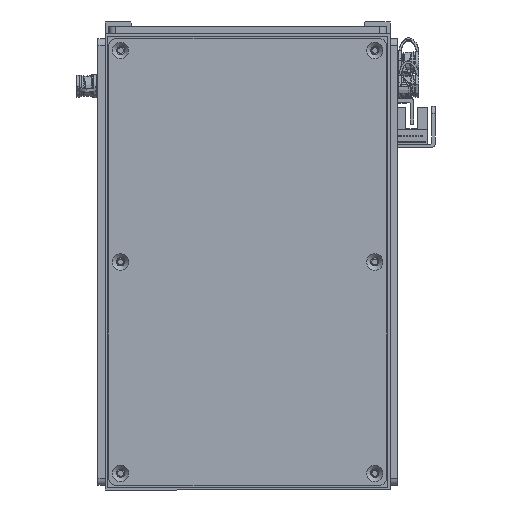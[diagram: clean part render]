
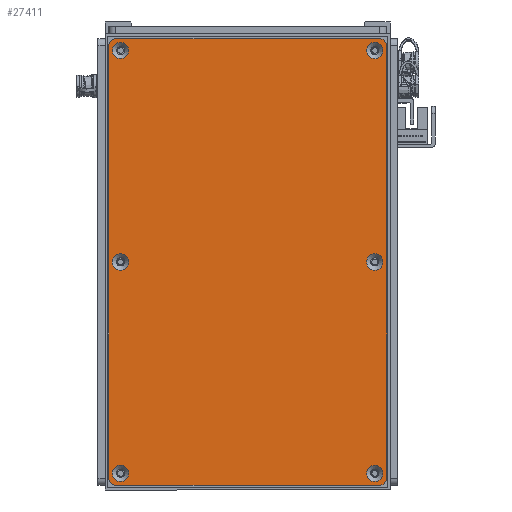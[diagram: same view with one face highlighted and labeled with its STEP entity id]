
A CAD part, front view. The second image highlights one B-rep face of the part: STEP entity #27411.
In plain terms, the highlighted planar face has unit normal (0, -1, 0).
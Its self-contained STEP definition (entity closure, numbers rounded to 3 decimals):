
#2266=FACE_BOUND('',#6553,.T.);
#2267=FACE_BOUND('',#6554,.T.);
#2268=FACE_BOUND('',#6555,.T.);
#2269=FACE_BOUND('',#6556,.T.);
#2270=FACE_BOUND('',#6557,.T.);
#2271=FACE_BOUND('',#6558,.T.);
#3390=CIRCLE('',#30270,3.45);
#3393=CIRCLE('',#30275,3.45);
#3396=CIRCLE('',#30280,3.45);
#3399=CIRCLE('',#30285,3.45);
#3402=CIRCLE('',#30290,3.45);
#3405=CIRCLE('',#30295,3.45);
#3408=CIRCLE('',#30300,3.);
#3410=CIRCLE('',#30303,3.);
#3411=CIRCLE('',#30304,3.);
#3412=CIRCLE('',#30305,3.);
#4805=FACE_OUTER_BOUND('',#6552,.T.);
#6552=EDGE_LOOP('',(#24361,#24362,#24363,#24364,#24365,#24366,#24367,#24368));
#6553=EDGE_LOOP('',(#24369));
#6554=EDGE_LOOP('',(#24370));
#6555=EDGE_LOOP('',(#24371));
#6556=EDGE_LOOP('',(#24372));
#6557=EDGE_LOOP('',(#24373));
#6558=EDGE_LOOP('',(#24374));
#8832=LINE('',#47186,#11106);
#8833=LINE('',#47190,#11107);
#8834=LINE('',#47194,#11108);
#8835=LINE('',#47197,#11109);
#11106=VECTOR('',#37405,10.);
#11107=VECTOR('',#37408,10.);
#11108=VECTOR('',#37411,10.);
#11109=VECTOR('',#37414,10.);
#13572=VERTEX_POINT('',#47116);
#13575=VERTEX_POINT('',#47126);
#13578=VERTEX_POINT('',#47136);
#13581=VERTEX_POINT('',#47146);
#13584=VERTEX_POINT('',#47156);
#13587=VERTEX_POINT('',#47166);
#13590=VERTEX_POINT('',#47176);
#13591=VERTEX_POINT('',#47177);
#13594=VERTEX_POINT('',#47185);
#13595=VERTEX_POINT('',#47187);
#13596=VERTEX_POINT('',#47189);
#13597=VERTEX_POINT('',#47191);
#13598=VERTEX_POINT('',#47193);
#13599=VERTEX_POINT('',#47195);
#17219=EDGE_CURVE('',#13572,#13572,#3390,.T.);
#17224=EDGE_CURVE('',#13575,#13575,#3393,.T.);
#17229=EDGE_CURVE('',#13578,#13578,#3396,.T.);
#17234=EDGE_CURVE('',#13581,#13581,#3399,.T.);
#17239=EDGE_CURVE('',#13584,#13584,#3402,.T.);
#17244=EDGE_CURVE('',#13587,#13587,#3405,.T.);
#17249=EDGE_CURVE('',#13590,#13591,#3408,.T.);
#17253=EDGE_CURVE('',#13590,#13594,#8832,.T.);
#17254=EDGE_CURVE('',#13595,#13594,#3410,.T.);
#17255=EDGE_CURVE('',#13595,#13596,#8833,.T.);
#17256=EDGE_CURVE('',#13597,#13596,#3411,.T.);
#17257=EDGE_CURVE('',#13597,#13598,#8834,.T.);
#17258=EDGE_CURVE('',#13599,#13598,#3412,.T.);
#17259=EDGE_CURVE('',#13599,#13591,#8835,.T.);
#24361=ORIENTED_EDGE('',*,*,#17249,.F.);
#24362=ORIENTED_EDGE('',*,*,#17253,.T.);
#24363=ORIENTED_EDGE('',*,*,#17254,.F.);
#24364=ORIENTED_EDGE('',*,*,#17255,.T.);
#24365=ORIENTED_EDGE('',*,*,#17256,.F.);
#24366=ORIENTED_EDGE('',*,*,#17257,.T.);
#24367=ORIENTED_EDGE('',*,*,#17258,.F.);
#24368=ORIENTED_EDGE('',*,*,#17259,.T.);
#24369=ORIENTED_EDGE('',*,*,#17219,.T.);
#24370=ORIENTED_EDGE('',*,*,#17224,.T.);
#24371=ORIENTED_EDGE('',*,*,#17229,.T.);
#24372=ORIENTED_EDGE('',*,*,#17234,.T.);
#24373=ORIENTED_EDGE('',*,*,#17239,.T.);
#24374=ORIENTED_EDGE('',*,*,#17244,.T.);
#26146=PLANE('',#30302);
#27411=ADVANCED_FACE('',(#4805,#2266,#2267,#2268,#2269,#2270,#2271),#26146,
 .T.);
#30270=AXIS2_PLACEMENT_3D('',#47117,#37325,#37326);
#30275=AXIS2_PLACEMENT_3D('',#47127,#37337,#37338);
#30280=AXIS2_PLACEMENT_3D('',#47137,#37349,#37350);
#30285=AXIS2_PLACEMENT_3D('',#47147,#37361,#37362);
#30290=AXIS2_PLACEMENT_3D('',#47157,#37373,#37374);
#30295=AXIS2_PLACEMENT_3D('',#47167,#37385,#37386);
#30300=AXIS2_PLACEMENT_3D('',#47178,#37397,#37398);
#30302=AXIS2_PLACEMENT_3D('',#47184,#37403,#37404);
#30303=AXIS2_PLACEMENT_3D('',#47188,#37406,#37407);
#30304=AXIS2_PLACEMENT_3D('',#47192,#37409,#37410);
#30305=AXIS2_PLACEMENT_3D('',#47196,#37412,#37413);
#37325=DIRECTION('center_axis',(0.,1.,0.));
#37326=DIRECTION('ref_axis',(1.,0.,0.));
#37337=DIRECTION('center_axis',(0.,1.,0.));
#37338=DIRECTION('ref_axis',(1.,0.,0.));
#37349=DIRECTION('center_axis',(0.,1.,0.));
#37350=DIRECTION('ref_axis',(1.,0.,0.));
#37361=DIRECTION('center_axis',(0.,1.,0.));
#37362=DIRECTION('ref_axis',(1.,0.,0.));
#37373=DIRECTION('center_axis',(0.,1.,0.));
#37374=DIRECTION('ref_axis',(1.,0.,0.));
#37385=DIRECTION('center_axis',(0.,1.,0.));
#37386=DIRECTION('ref_axis',(1.,0.,0.));
#37397=DIRECTION('center_axis',(0.,1.,0.));
#37398=DIRECTION('ref_axis',(-0.707,0.,0.707));
#37403=DIRECTION('center_axis',(0.,-1.,0.));
#37404=DIRECTION('ref_axis',(0.,0.,-1.));
#37405=DIRECTION('',(0.,0.,-1.));
#37406=DIRECTION('center_axis',(0.,1.,0.));
#37407=DIRECTION('ref_axis',(-0.707,0.,-0.707));
#37408=DIRECTION('',(1.,0.,0.));
#37409=DIRECTION('center_axis',(0.,1.,0.));
#37410=DIRECTION('ref_axis',(0.707,0.,-0.707));
#37411=DIRECTION('',(0.,0.,1.));
#37412=DIRECTION('center_axis',(0.,1.,0.));
#37413=DIRECTION('ref_axis',(0.707,0.,0.707));
#37414=DIRECTION('',(-1.,0.,0.));
#47116=CARTESIAN_POINT('',(85.55,-1.5,53.5));
#47117=CARTESIAN_POINT('Origin',(89.,-1.5,53.5));
#47126=CARTESIAN_POINT('',(-3.45,-1.5,-53.5));
#47127=CARTESIAN_POINT('Origin',(0.,-1.5,-53.5));
#47136=CARTESIAN_POINT('',(-92.45,-1.5,53.5));
#47137=CARTESIAN_POINT('Origin',(-89.,-1.5,53.5));
#47146=CARTESIAN_POINT('',(-92.45,-1.5,-53.5));
#47147=CARTESIAN_POINT('Origin',(-89.,-1.5,-53.5));
#47156=CARTESIAN_POINT('',(-3.45,-1.5,53.5));
#47157=CARTESIAN_POINT('Origin',(0.,-1.5,53.5));
#47166=CARTESIAN_POINT('',(85.55,-1.5,-53.5));
#47167=CARTESIAN_POINT('Origin',(89.,-1.5,-53.5));
#47176=CARTESIAN_POINT('',(-94.,-1.5,55.5));
#47177=CARTESIAN_POINT('',(-91.,-1.5,58.5));
#47178=CARTESIAN_POINT('Origin',(-91.,-1.5,55.5));
#47184=CARTESIAN_POINT('Origin',(0.,-1.5,0.));
#47185=CARTESIAN_POINT('',(-94.,-1.5,-55.5));
#47186=CARTESIAN_POINT('',(-94.,-1.5,58.5));
#47187=CARTESIAN_POINT('',(-91.,-1.5,-58.5));
#47188=CARTESIAN_POINT('Origin',(-91.,-1.5,-55.5));
#47189=CARTESIAN_POINT('',(91.,-1.5,-58.5));
#47190=CARTESIAN_POINT('',(-94.,-1.5,-58.5));
#47191=CARTESIAN_POINT('',(94.,-1.5,-55.5));
#47192=CARTESIAN_POINT('Origin',(91.,-1.5,-55.5));
#47193=CARTESIAN_POINT('',(94.,-1.5,55.5));
#47194=CARTESIAN_POINT('',(94.,-1.5,-58.5));
#47195=CARTESIAN_POINT('',(91.,-1.5,58.5));
#47196=CARTESIAN_POINT('Origin',(91.,-1.5,55.5));
#47197=CARTESIAN_POINT('',(94.,-1.5,58.5));
